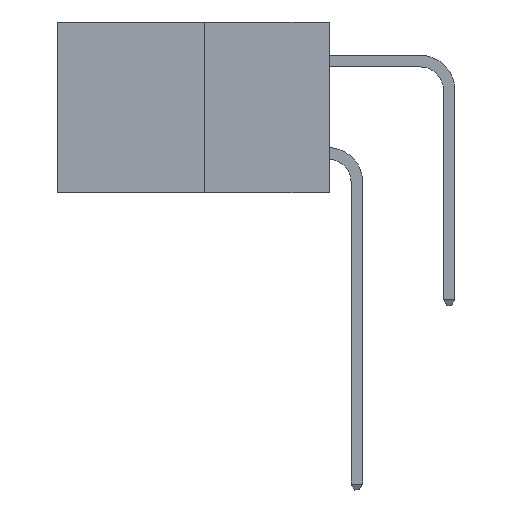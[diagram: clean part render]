
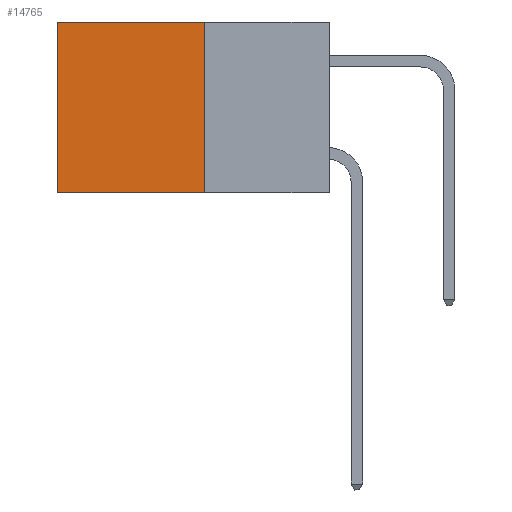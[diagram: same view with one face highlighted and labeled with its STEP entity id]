
A CAD part, left-side view. The second image highlights one B-rep face of the part: STEP entity #14765.
In plain terms, the highlighted planar face has unit normal (-1, 0, 0).
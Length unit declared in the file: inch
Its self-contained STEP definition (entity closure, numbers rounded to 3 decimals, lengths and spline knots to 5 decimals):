
#43 = DIRECTION ( 'NONE',  ( 0., 1., 0. ) ) ;
#463 = VERTEX_POINT ( 'NONE', #2105 ) ;
#502 = CARTESIAN_POINT ( 'NONE',  ( 0.277, 0.27, 0. ) ) ;
#540 = VECTOR ( 'NONE', #1893, 39.37008 ) ;
#1077 = DIRECTION ( 'NONE',  ( 0., 0., -1. ) ) ;
#1556 = CARTESIAN_POINT ( 'NONE',  ( 0.277, 0.27, 0. ) ) ;
#1893 = DIRECTION ( 'NONE',  ( 0., 0., -1. ) ) ;
#2013 = AXIS2_PLACEMENT_3D ( 'NONE', #18235, #12601, #1077 ) ;
#2105 = CARTESIAN_POINT ( 'NONE',  ( 0.277, 0.59, 0. ) ) ;
#2498 = EDGE_CURVE ( 'NONE', #18937, #5564, #15848, .T. ) ;
#5163 = CARTESIAN_POINT ( 'NONE',  ( 0.277, 0.59, -0.37 ) ) ;
#5564 = VERTEX_POINT ( 'NONE', #11901 ) ;
#7084 = ORIENTED_EDGE ( 'NONE', *, *, #2498, .F. ) ;
#8478 = ORIENTED_EDGE ( 'NONE', *, *, #15246, .T. ) ;
#10688 = EDGE_CURVE ( 'NONE', #18937, #463, #21655, .T. ) ;
#11577 = VECTOR ( 'NONE', #13086, 39.37008 ) ;
#11752 = VERTEX_POINT ( 'NONE', #19709 ) ;
#11901 = CARTESIAN_POINT ( 'NONE',  ( 0.277, 0.27, -0.37 ) ) ;
#12022 = LINE ( 'NONE', #5163, #20900 ) ;
#12314 = FACE_OUTER_BOUND ( 'NONE', #14591, .T. ) ;
#12521 = PLANE ( 'NONE',  #2013 ) ;
#12601 = DIRECTION ( 'NONE',  ( 1., 0., 0. ) ) ;
#13086 = DIRECTION ( 'NONE',  ( 0., 1., 0. ) ) ;
#13408 = CARTESIAN_POINT ( 'NONE',  ( 0.277, 0.27, -0.37 ) ) ;
#13490 = CARTESIAN_POINT ( 'NONE',  ( 0.277, 0.27, -0.37 ) ) ;
#14591 = EDGE_LOOP ( 'NONE', ( #8478, #23846, #7084, #20987 ) ) ;
#14765 = ADVANCED_FACE ( 'NONE', ( #12314 ), #12521, .F. ) ;
#15246 = EDGE_CURVE ( 'NONE', #463, #11752, #12022, .T. ) ;
#15848 = LINE ( 'NONE', #13408, #540 ) ;
#18235 = CARTESIAN_POINT ( 'NONE',  ( 0.277, 0.27, -0.37 ) ) ;
#18301 = VECTOR ( 'NONE', #43, 39.37008 ) ;
#18937 = VERTEX_POINT ( 'NONE', #502 ) ;
#19709 = CARTESIAN_POINT ( 'NONE',  ( 0.277, 0.59, -0.37 ) ) ;
#19999 = EDGE_CURVE ( 'NONE', #5564, #11752, #23945, .T. ) ;
#20900 = VECTOR ( 'NONE', #22345, 39.37008 ) ;
#20987 = ORIENTED_EDGE ( 'NONE', *, *, #10688, .T. ) ;
#21655 = LINE ( 'NONE', #1556, #11577 ) ;
#22345 = DIRECTION ( 'NONE',  ( 0., 0., -1. ) ) ;
#23846 = ORIENTED_EDGE ( 'NONE', *, *, #19999, .F. ) ;
#23945 = LINE ( 'NONE', #13490, #18301 ) ;
